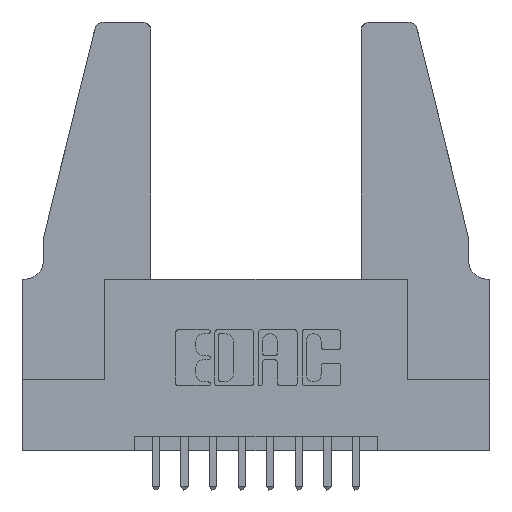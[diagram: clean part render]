
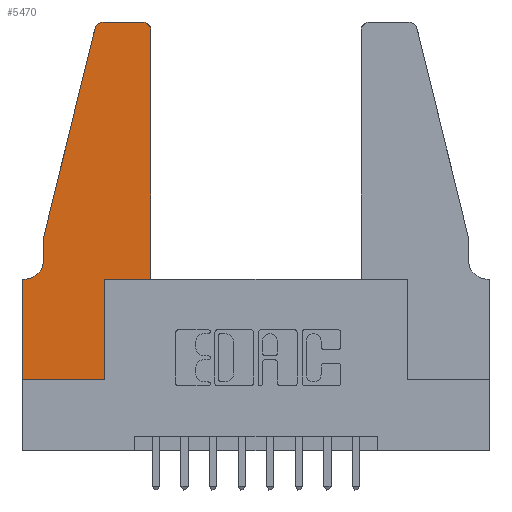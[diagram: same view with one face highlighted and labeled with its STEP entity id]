
A CAD part, top view. The second image highlights one B-rep face of the part: STEP entity #5470.
In plain terms, the highlighted planar face has unit normal (0, 0, 1).
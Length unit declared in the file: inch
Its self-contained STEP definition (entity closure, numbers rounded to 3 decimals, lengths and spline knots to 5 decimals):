
#98 = CARTESIAN_POINT ( 'NONE',  ( 0.2865, 0.35, 0.37 ) ) ;
#172 = DIRECTION ( 'NONE',  ( -0.239, -0.971, 0. ) ) ;
#206 = VERTEX_POINT ( 'NONE', #6470 ) ;
#215 = CARTESIAN_POINT ( 'NONE',  ( 0.0755, 0.5, 0.37 ) ) ;
#529 = EDGE_CURVE ( 'NONE', #11360, #4679, #2634, .T. ) ;
#744 = CARTESIAN_POINT ( 'NONE',  ( 0.2605, 1.25, 0.37 ) ) ;
#932 = CARTESIAN_POINT ( 'NONE',  ( 0.4505, 1.22, 0.37 ) ) ;
#955 = DIRECTION ( 'NONE',  ( 1., 0., 0. ) ) ;
#1071 = CIRCLE ( 'NONE', #7087, 0.03 ) ;
#1185 = VERTEX_POINT ( 'NONE', #2054 ) ;
#1252 = FACE_OUTER_BOUND ( 'NONE', #12249, .T. ) ;
#1291 = AXIS2_PLACEMENT_3D ( 'NONE', #3245, #5012, #5655 ) ;
#1314 = VECTOR ( 'NONE', #3357, 39.37008 ) ;
#1490 = VECTOR ( 'NONE', #1767, 39.37008 ) ;
#1580 = LINE ( 'NONE', #5345, #6645 ) ;
#1673 = ORIENTED_EDGE ( 'NONE', *, *, #3675, .T. ) ;
#1767 = DIRECTION ( 'NONE',  ( -1., 0., 0. ) ) ;
#1786 = CARTESIAN_POINT ( 'NONE',  ( 0.284, 1.22, 0.37 ) ) ;
#1842 = EDGE_CURVE ( 'NONE', #5022, #206, #6434, .T. ) ;
#2033 = DIRECTION ( 'NONE',  ( 0., -1., 0. ) ) ;
#2054 = CARTESIAN_POINT ( 'NONE',  ( 0.284, 1.25, 0.37 ) ) ;
#2091 = AXIS2_PLACEMENT_3D ( 'NONE', #4743, #11794, #5764 ) ;
#2308 = EDGE_CURVE ( 'NONE', #206, #9203, #12075, .T. ) ;
#2410 = LINE ( 'NONE', #6232, #5089 ) ;
#2634 = LINE ( 'NONE', #215, #10337 ) ;
#2796 = DIRECTION ( 'NONE',  ( 1., 0., 0. ) ) ;
#2851 = LINE ( 'NONE', #11465, #4904 ) ;
#3001 = VERTEX_POINT ( 'NONE', #3033 ) ;
#3033 = CARTESIAN_POINT ( 'NONE',  ( 0.2865, 0., 0.37 ) ) ;
#3245 = CARTESIAN_POINT ( 'NONE',  ( 0.0055, 0.42, 0.37 ) ) ;
#3310 = CARTESIAN_POINT ( 'NONE',  ( 0.0755, 0.35, 0.37 ) ) ;
#3357 = DIRECTION ( 'NONE',  ( 0., 1., 0. ) ) ;
#3367 = DIRECTION ( 'NONE',  ( -1., 0., 0. ) ) ;
#3436 = ORIENTED_EDGE ( 'NONE', *, *, #3730, .T. ) ;
#3675 = EDGE_CURVE ( 'NONE', #3001, #4357, #8063, .T. ) ;
#3730 = EDGE_CURVE ( 'NONE', #4357, #8195, #2410, .T. ) ;
#3975 = VECTOR ( 'NONE', #8116, 39.37008 ) ;
#4357 = VERTEX_POINT ( 'NONE', #10303 ) ;
#4489 = LINE ( 'NONE', #744, #1490 ) ;
#4679 = VERTEX_POINT ( 'NONE', #10862 ) ;
#4743 = CARTESIAN_POINT ( 'NONE',  ( 0.4205, 1.22, 0.37 ) ) ;
#4820 = EDGE_CURVE ( 'NONE', #4679, #5022, #6200, .T. ) ;
#4904 = VECTOR ( 'NONE', #5449, 39.37008 ) ;
#5012 = DIRECTION ( 'NONE',  ( 0., 0., -1. ) ) ;
#5022 = VERTEX_POINT ( 'NONE', #9349 ) ;
#5089 = VECTOR ( 'NONE', #11192, 39.37008 ) ;
#5320 = EDGE_CURVE ( 'NONE', #12617, #9997, #5514, .T. ) ;
#5345 = CARTESIAN_POINT ( 'NONE',  ( 0., 0., 0.37 ) ) ;
#5449 = DIRECTION ( 'NONE',  ( 1., 0., 0. ) ) ;
#5470 = ADVANCED_FACE ( 'NONE', ( #1252 ), #10984, .T. ) ;
#5514 = CIRCLE ( 'NONE', #2091, 0.03 ) ;
#5541 = ORIENTED_EDGE ( 'NONE', *, *, #1842, .T. ) ;
#5602 = CARTESIAN_POINT ( 'NONE',  ( 0.25487, 1.22718, 0.37 ) ) ;
#5655 = DIRECTION ( 'NONE',  ( -1., 0., 0. ) ) ;
#5764 = DIRECTION ( 'NONE',  ( 1., 0., 0. ) ) ;
#5960 = ORIENTED_EDGE ( 'NONE', *, *, #11478, .T. ) ;
#6200 = LINE ( 'NONE', #9058, #11829 ) ;
#6232 = CARTESIAN_POINT ( 'NONE',  ( 0.4505, 0.35, 0.37 ) ) ;
#6434 = CIRCLE ( 'NONE', #1291, 0.07 ) ;
#6470 = CARTESIAN_POINT ( 'NONE',  ( 0.0055, 0.35, 0.37 ) ) ;
#6528 = EDGE_CURVE ( 'NONE', #8195, #12617, #6998, .T. ) ;
#6645 = VECTOR ( 'NONE', #7379, 39.37008 ) ;
#6998 = LINE ( 'NONE', #10393, #1314 ) ;
#7000 = DIRECTION ( 'NONE',  ( 0., 0., 1. ) ) ;
#7087 = AXIS2_PLACEMENT_3D ( 'NONE', #1786, #8816, #2796 ) ;
#7092 = ORIENTED_EDGE ( 'NONE', *, *, #11949, .T. ) ;
#7379 = DIRECTION ( 'NONE',  ( 0., -1., 0. ) ) ;
#7820 = EDGE_CURVE ( 'NONE', #11552, #3001, #2851, .T. ) ;
#8063 = LINE ( 'NONE', #98, #3975 ) ;
#8116 = DIRECTION ( 'NONE',  ( 0., 1., 0. ) ) ;
#8195 = VERTEX_POINT ( 'NONE', #9124 ) ;
#8339 = EDGE_CURVE ( 'NONE', #9203, #11552, #1580, .T. ) ;
#8816 = DIRECTION ( 'NONE',  ( 0., 0., 1. ) ) ;
#9051 = VECTOR ( 'NONE', #3367, 39.37008 ) ;
#9058 = CARTESIAN_POINT ( 'NONE',  ( 0.0755, 0.5, 0.37 ) ) ;
#9082 = ORIENTED_EDGE ( 'NONE', *, *, #5320, .T. ) ;
#9124 = CARTESIAN_POINT ( 'NONE',  ( 0.4505, 0.35, 0.37 ) ) ;
#9144 = ORIENTED_EDGE ( 'NONE', *, *, #529, .T. ) ;
#9203 = VERTEX_POINT ( 'NONE', #11225 ) ;
#9349 = CARTESIAN_POINT ( 'NONE',  ( 0.0755, 0.42, 0.37 ) ) ;
#9478 = AXIS2_PLACEMENT_3D ( 'NONE', #9960, #7000, #955 ) ;
#9960 = CARTESIAN_POINT ( 'NONE',  ( 0., 0.35, 0.37 ) ) ;
#9997 = VERTEX_POINT ( 'NONE', #12523 ) ;
#10303 = CARTESIAN_POINT ( 'NONE',  ( 0.2865, 0.35, 0.37 ) ) ;
#10337 = VECTOR ( 'NONE', #172, 39.37008 ) ;
#10393 = CARTESIAN_POINT ( 'NONE',  ( 0.4505, 0.35, 0.37 ) ) ;
#10685 = ORIENTED_EDGE ( 'NONE', *, *, #8339, .T. ) ;
#10740 = ORIENTED_EDGE ( 'NONE', *, *, #7820, .T. ) ;
#10832 = ORIENTED_EDGE ( 'NONE', *, *, #4820, .T. ) ;
#10862 = CARTESIAN_POINT ( 'NONE',  ( 0.0755, 0.5, 0.37 ) ) ;
#10905 = ORIENTED_EDGE ( 'NONE', *, *, #2308, .T. ) ;
#10984 = PLANE ( 'NONE',  #9478 ) ;
#11005 = ORIENTED_EDGE ( 'NONE', *, *, #6528, .T. ) ;
#11192 = DIRECTION ( 'NONE',  ( 1., 0., 0. ) ) ;
#11225 = CARTESIAN_POINT ( 'NONE',  ( 0., 0.35, 0.37 ) ) ;
#11360 = VERTEX_POINT ( 'NONE', #5602 ) ;
#11465 = CARTESIAN_POINT ( 'NONE',  ( 0., 0., 0.37 ) ) ;
#11478 = EDGE_CURVE ( 'NONE', #9997, #1185, #4489, .T. ) ;
#11552 = VERTEX_POINT ( 'NONE', #11940 ) ;
#11794 = DIRECTION ( 'NONE',  ( 0., 0., 1. ) ) ;
#11829 = VECTOR ( 'NONE', #2033, 39.37008 ) ;
#11940 = CARTESIAN_POINT ( 'NONE',  ( 0., 0., 0.37 ) ) ;
#11949 = EDGE_CURVE ( 'NONE', #1185, #11360, #1071, .T. ) ;
#12075 = LINE ( 'NONE', #3310, #9051 ) ;
#12249 = EDGE_LOOP ( 'NONE', ( #5960, #7092, #9144, #10832, #5541, #10905, #10685, #10740, #1673, #3436, #11005, #9082 ) ) ;
#12523 = CARTESIAN_POINT ( 'NONE',  ( 0.4205, 1.25, 0.37 ) ) ;
#12617 = VERTEX_POINT ( 'NONE', #932 ) ;
